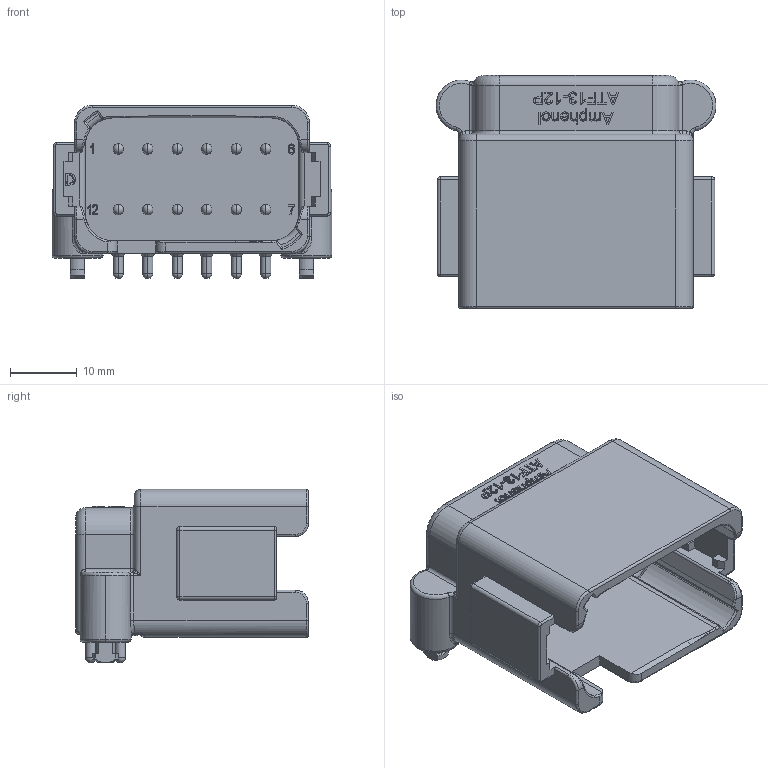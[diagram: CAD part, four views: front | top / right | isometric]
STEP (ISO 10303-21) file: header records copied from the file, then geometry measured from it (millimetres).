
FILE_DESCRIPTION((''),'2;1');
FILE_NAME('PL000697-12D-BMXX','2019-03-29T',('Brook.Ding'),(''),'PRO/ENGINEER BY PARAMETRIC TECHNOLOGY CORPORATION, 2016360','PRO/ENGINEER BY PARAMETRIC TECHNOLOGY CORPORATION, 2016360','');
FILE_SCHEMA(('CONFIG_CONTROL_DESIGN'));
Length unit declared in the file: millimetre
Products named in the file (1): PL000697-12D-BMXX
Bounding box: 41.95 x 34.9 x 25.99 mm (x, y, z)
Volume: 12280.4 mm3; surface area: 8743.7 mm2
Topology: 1 solids, 2 shells, 879 faces, 2307 edges, 1444 vertices
Faces by surface type: plane 301, extrusion 256, cylinder 153, sphere 58, torus 50, bspline 33, cone 28
Entity records: 30020 total; most frequent: CARTESIAN_POINT 9620, ORIENTED_EDGE 4516, DIRECTION 3527, EDGE_CURVE 2258, VERTEX_POINT 1444, VECTOR 1441, LINE 1185, AXIS2_PLACEMENT_3D 1043
